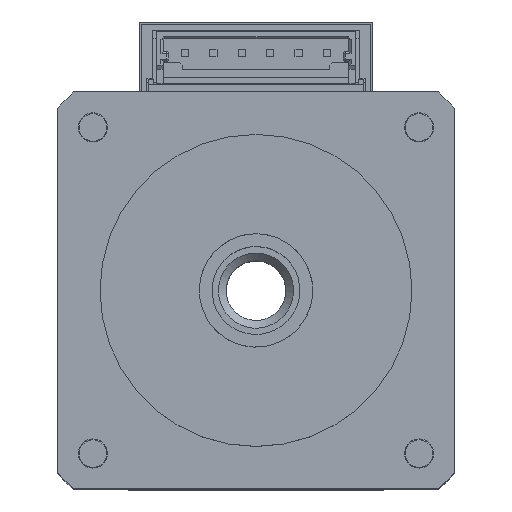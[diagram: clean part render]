
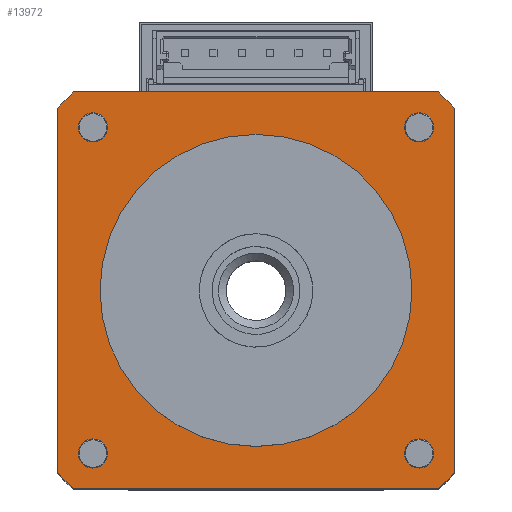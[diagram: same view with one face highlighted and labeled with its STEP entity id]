
A CAD part, top view. The second image highlights one B-rep face of the part: STEP entity #13972.
In plain terms, the highlighted planar face has unit normal (0, 0, 1).
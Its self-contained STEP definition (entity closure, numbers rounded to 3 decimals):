
#13738=CARTESIAN_POINT('',(12.525,-11.5,19.875));
#13739=VERTEX_POINT('',#13738);
#13740=CARTESIAN_POINT('',(11.5,-11.5,19.875));
#13741=DIRECTION('',(0.0,0.0,-1.0));
#13742=DIRECTION('',(1.0,0.0,0.0));
#13743=AXIS2_PLACEMENT_3D('',#13740,#13741,#13742);
#13744=CIRCLE('',#13743,1.025);
#13745=EDGE_CURVE('',#13739,#13739,#13744,.T.);
#13758=CARTESIAN_POINT('',(-10.475,11.5,19.875));
#13759=VERTEX_POINT('',#13758);
#13760=CARTESIAN_POINT('',(-11.5,11.5,19.875));
#13761=DIRECTION('',(0.0,0.0,-1.0));
#13762=DIRECTION('',(1.0,0.0,0.0));
#13763=AXIS2_PLACEMENT_3D('',#13760,#13761,#13762);
#13764=CIRCLE('',#13763,1.025);
#13765=EDGE_CURVE('',#13759,#13759,#13764,.T.);
#13778=CARTESIAN_POINT('',(12.525,11.5,19.875));
#13779=VERTEX_POINT('',#13778);
#13780=CARTESIAN_POINT('',(11.5,11.5,19.875));
#13781=DIRECTION('',(0.0,0.0,-1.0));
#13782=DIRECTION('',(1.0,0.0,0.0));
#13783=AXIS2_PLACEMENT_3D('',#13780,#13781,#13782);
#13784=CIRCLE('',#13783,1.025);
#13785=EDGE_CURVE('',#13779,#13779,#13784,.T.);
#13798=CARTESIAN_POINT('',(-10.475,-11.5,19.875));
#13799=VERTEX_POINT('',#13798);
#13800=CARTESIAN_POINT('',(-11.5,-11.5,19.875));
#13801=DIRECTION('',(0.0,0.0,-1.0));
#13802=DIRECTION('',(1.0,0.0,0.0));
#13803=AXIS2_PLACEMENT_3D('',#13800,#13801,#13802);
#13804=CIRCLE('',#13803,1.025);
#13805=EDGE_CURVE('',#13799,#13799,#13804,.T.);
#13826=CARTESIAN_POINT('',(11.0,0.,19.875));
#13827=VERTEX_POINT('',#13826);
#13828=CARTESIAN_POINT('',(0.0,0.0,19.875));
#13829=DIRECTION('',(0.0,0.0,-1.0));
#13830=DIRECTION('',(-1.0,0.0,0.0));
#13831=AXIS2_PLACEMENT_3D('',#13828,#13829,#13830);
#13832=CIRCLE('',#13831,11.0);
#13833=EDGE_CURVE('',#13827,#13827,#13832,.T.);
#13866=CARTESIAN_POINT('',(-12.845,-14.0,19.875));
#13867=VERTEX_POINT('',#13866);
#13874=CARTESIAN_POINT('',(-14.,-12.845,19.875));
#13875=VERTEX_POINT('',#13874);
#13876=CARTESIAN_POINT('',(0.0,0.0,19.875));
#13877=DIRECTION('',(0.0,0.0,1.0));
#13878=DIRECTION('',(0.737,0.676,0.0));
#13879=AXIS2_PLACEMENT_3D('',#13876,#13877,#13878);
#13880=CIRCLE('',#13879,19.);
#13881=EDGE_CURVE('',#13875,#13867,#13880,.T.);
#13892=CARTESIAN_POINT('',(0.,0.,19.875));
#13893=DIRECTION('',(0.0,0.0,1.0));
#13894=DIRECTION('',(1.0,0.0,0.0));
#13895=AXIS2_PLACEMENT_3D('',#13892,#13893,#13894);
#13896=PLANE('',#13895);
#13897=ORIENTED_EDGE('',*,*,#13881,.T.);
#13898=CARTESIAN_POINT('',(12.845,-14.0,19.875));
#13899=VERTEX_POINT('',#13898);
#13900=CARTESIAN_POINT('',(-12.845,-14.,19.875));
#13901=DIRECTION('',(1.0,0.0,0.0));
#13902=VECTOR('',#13901,25.69);
#13903=LINE('',#13900,#13902);
#13904=EDGE_CURVE('',#13867,#13899,#13903,.T.);
#13905=ORIENTED_EDGE('',*,*,#13904,.T.);
#13906=CARTESIAN_POINT('',(14.,-12.845,19.875));
#13907=VERTEX_POINT('',#13906);
#13908=CARTESIAN_POINT('',(0.0,0.0,19.875));
#13909=DIRECTION('',(0.0,0.0,1.0));
#13910=DIRECTION('',(-0.737,0.676,0.0));
#13911=AXIS2_PLACEMENT_3D('',#13908,#13909,#13910);
#13912=CIRCLE('',#13911,19.);
#13913=EDGE_CURVE('',#13899,#13907,#13912,.T.);
#13914=ORIENTED_EDGE('',*,*,#13913,.T.);
#13915=CARTESIAN_POINT('',(14.,12.845,19.875));
#13916=VERTEX_POINT('',#13915);
#13917=CARTESIAN_POINT('',(14.,-12.845,19.875));
#13918=DIRECTION('',(0.0,1.0,0.0));
#13919=VECTOR('',#13918,25.69);
#13920=LINE('',#13917,#13919);
#13921=EDGE_CURVE('',#13907,#13916,#13920,.T.);
#13922=ORIENTED_EDGE('',*,*,#13921,.T.);
#13923=CARTESIAN_POINT('',(12.845,14.0,19.875));
#13924=VERTEX_POINT('',#13923);
#13925=CARTESIAN_POINT('',(0.0,0.0,19.875));
#13926=DIRECTION('',(0.0,0.0,1.0));
#13927=DIRECTION('',(-0.737,-0.676,0.0));
#13928=AXIS2_PLACEMENT_3D('',#13925,#13926,#13927);
#13929=CIRCLE('',#13928,19.);
#13930=EDGE_CURVE('',#13916,#13924,#13929,.T.);
#13931=ORIENTED_EDGE('',*,*,#13930,.T.);
#13932=CARTESIAN_POINT('',(-12.845,14.0,19.875));
#13933=VERTEX_POINT('',#13932);
#13934=CARTESIAN_POINT('',(12.845,14.0,19.875));
#13935=DIRECTION('',(-1.0,0.0,0.0));
#13936=VECTOR('',#13935,25.69);
#13937=LINE('',#13934,#13936);
#13938=EDGE_CURVE('',#13924,#13933,#13937,.T.);
#13939=ORIENTED_EDGE('',*,*,#13938,.T.);
#13940=CARTESIAN_POINT('',(-14.,12.845,19.875));
#13941=VERTEX_POINT('',#13940);
#13942=CARTESIAN_POINT('',(0.0,0.0,19.875));
#13943=DIRECTION('',(0.0,0.0,1.0));
#13944=DIRECTION('',(0.737,-0.676,0.0));
#13945=AXIS2_PLACEMENT_3D('',#13942,#13943,#13944);
#13946=CIRCLE('',#13945,19.);
#13947=EDGE_CURVE('',#13933,#13941,#13946,.T.);
#13948=ORIENTED_EDGE('',*,*,#13947,.T.);
#13949=CARTESIAN_POINT('',(-14.,12.845,19.875));
#13950=DIRECTION('',(0.0,-1.0,0.0));
#13951=VECTOR('',#13950,25.69);
#13952=LINE('',#13949,#13951);
#13953=EDGE_CURVE('',#13941,#13875,#13952,.T.);
#13954=ORIENTED_EDGE('',*,*,#13953,.T.);
#13955=EDGE_LOOP('',(#13897,#13905,#13914,#13922,#13931,#13939,#13948,#13954));
#13956=FACE_OUTER_BOUND('',#13955,.T.);
#13957=ORIENTED_EDGE('',*,*,#13745,.T.);
#13958=EDGE_LOOP('',(#13957));
#13959=FACE_BOUND('',#13958,.T.);
#13960=ORIENTED_EDGE('',*,*,#13765,.T.);
#13961=EDGE_LOOP('',(#13960));
#13962=FACE_BOUND('',#13961,.T.);
#13963=ORIENTED_EDGE('',*,*,#13785,.T.);
#13964=EDGE_LOOP('',(#13963));
#13965=FACE_BOUND('',#13964,.T.);
#13966=ORIENTED_EDGE('',*,*,#13805,.T.);
#13967=EDGE_LOOP('',(#13966));
#13968=FACE_BOUND('',#13967,.T.);
#13969=ORIENTED_EDGE('',*,*,#13833,.T.);
#13970=EDGE_LOOP('',(#13969));
#13971=FACE_BOUND('',#13970,.T.);
#13972=ADVANCED_FACE('',(#13956,#13959,#13962,#13965,#13968,#13971),#13896,.T.);
